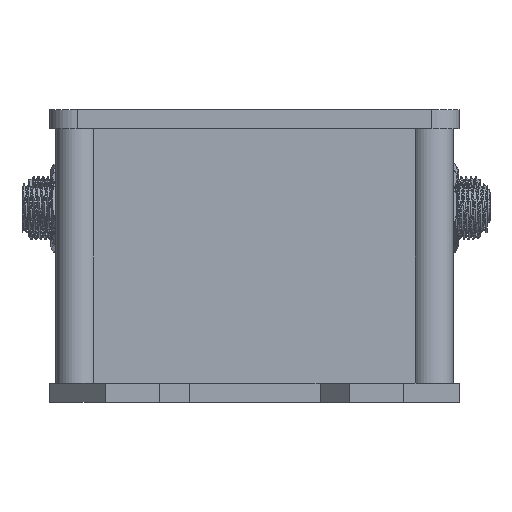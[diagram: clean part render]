
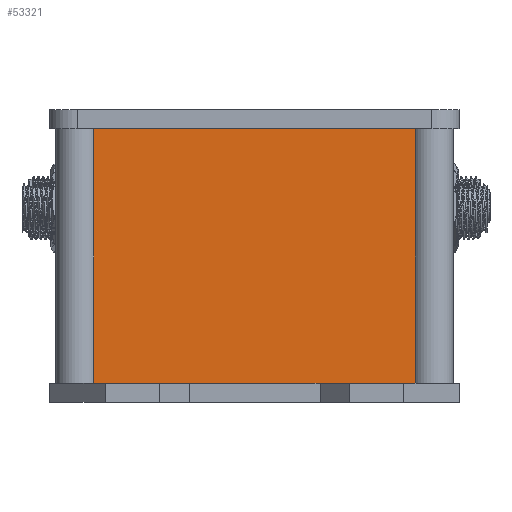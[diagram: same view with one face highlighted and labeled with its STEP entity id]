
A CAD part, front view. The second image highlights one B-rep face of the part: STEP entity #53321.
In plain terms, the highlighted planar face has unit normal (0, -1, 0).
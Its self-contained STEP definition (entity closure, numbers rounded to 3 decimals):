
#2243 = VECTOR ( 'NONE', #65096, 1000. ) ;
#5867 = DIRECTION ( 'NONE',  ( 1., 0., 0. ) ) ;
#6747 = DIRECTION ( 'NONE',  ( -1., 0., 0. ) ) ;
#8952 = LINE ( 'NONE', #26097, #33981 ) ;
#13019 = VERTEX_POINT ( 'NONE', #29637 ) ;
#13453 = EDGE_CURVE ( 'NONE', #13019, #37665, #72236, .T. ) ;
#15264 = DIRECTION ( 'NONE',  ( 1., 0., 0. ) ) ;
#23891 = DIRECTION ( 'NONE',  ( 0., 1., 0. ) ) ;
#26097 = CARTESIAN_POINT ( 'NONE',  ( 58.08, -70.5, 96.5 ) ) ;
#27304 = FACE_OUTER_BOUND ( 'NONE', #59442, .T. ) ;
#28368 = CARTESIAN_POINT ( 'NONE',  ( 58.08, -70.5, 16.5 ) ) ;
#29637 = CARTESIAN_POINT ( 'NONE',  ( -43.08, -70.5, 96.5 ) ) ;
#31745 = DIRECTION ( 'NONE',  ( 0., 0., -1. ) ) ;
#31915 = CARTESIAN_POINT ( 'NONE',  ( -43.08, -70.5, 96.5 ) ) ;
#32921 = EDGE_CURVE ( 'NONE', #37665, #39460, #57399, .T. ) ;
#33981 = VECTOR ( 'NONE', #31745, 1000. ) ;
#35536 = VECTOR ( 'NONE', #15264, 1000. ) ;
#37665 = VERTEX_POINT ( 'NONE', #38542 ) ;
#38542 = CARTESIAN_POINT ( 'NONE',  ( -43.08, -70.5, 16.5 ) ) ;
#39341 = ORIENTED_EDGE ( 'NONE', *, *, #66680, .F. ) ;
#39415 = AXIS2_PLACEMENT_3D ( 'NONE', #39961, #23891, #6747 ) ;
#39460 = VERTEX_POINT ( 'NONE', #28368 ) ;
#39961 = CARTESIAN_POINT ( 'NONE',  ( -43.08, -70.5, 96.5 ) ) ;
#42554 = EDGE_CURVE ( 'NONE', #13019, #52715, #49207, .T. ) ;
#43620 = CARTESIAN_POINT ( 'NONE',  ( -43.08, -70.5, 96.5 ) ) ;
#44292 = ORIENTED_EDGE ( 'NONE', *, *, #13453, .T. ) ;
#49164 = ORIENTED_EDGE ( 'NONE', *, *, #42554, .F. ) ;
#49207 = LINE ( 'NONE', #43620, #35536 ) ;
#52715 = VERTEX_POINT ( 'NONE', #55141 ) ;
#53321 = ADVANCED_FACE ( 'NONE', ( #27304 ), #63436, .F. ) ;
#55141 = CARTESIAN_POINT ( 'NONE',  ( 58.08, -70.5, 96.5 ) ) ;
#56231 = ORIENTED_EDGE ( 'NONE', *, *, #32921, .T. ) ;
#56636 = CARTESIAN_POINT ( 'NONE',  ( -43.08, -70.5, 16.5 ) ) ;
#57399 = LINE ( 'NONE', #56636, #69558 ) ;
#59442 = EDGE_LOOP ( 'NONE', ( #56231, #39341, #49164, #44292 ) ) ;
#63436 = PLANE ( 'NONE',  #39415 ) ;
#65096 = DIRECTION ( 'NONE',  ( 0., 0., -1. ) ) ;
#66680 = EDGE_CURVE ( 'NONE', #52715, #39460, #8952, .T. ) ;
#69558 = VECTOR ( 'NONE', #5867, 1000. ) ;
#72236 = LINE ( 'NONE', #31915, #2243 ) ;
